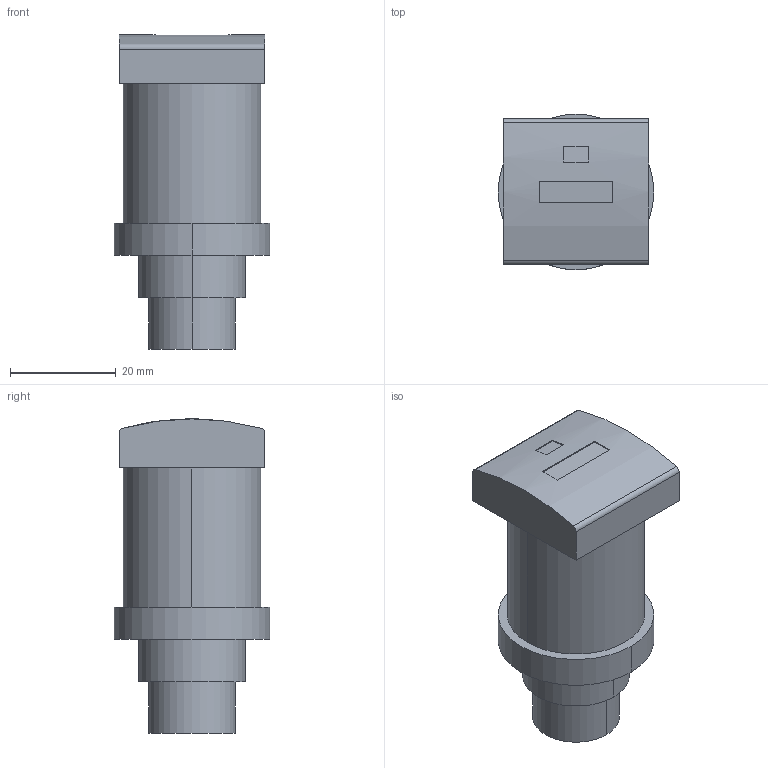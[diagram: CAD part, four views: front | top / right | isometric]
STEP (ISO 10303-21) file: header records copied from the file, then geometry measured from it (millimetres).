
FILE_DESCRIPTION((''),'2;1');
FILE_NAME('SB108853_3D-SOFTWARE_COLOUR','2013-09-16T',('SESA231906'),('Schneider-Electric'),'PRO/ENGINEER BY PARAMETRIC TECHNOLOGY CORPORATION, 2011410','PRO/ENGINEER BY PARAMETRIC TECHNOLOGY CORPORATION, 2011410','');
FILE_SCHEMA(('CONFIG_CONTROL_DESIGN'));
Length unit declared in the file: millimetre
Products named in the file (1): SB108853_3D-SOFTWARE_COLOUR
Bounding box: 29.5 x 29.5 x 59.5 mm (x, y, z)
Volume: 29335.6 mm3; surface area: 6447 mm2
Topology: 1 solids, 1 shells, 30 faces, 66 edges, 44 vertices
Faces by surface type: plane 19, cylinder 11
Entity records: 874 total; most frequent: DIRECTION 152, CARTESIAN_POINT 140, ORIENTED_EDGE 132, EDGE_CURVE 66, AXIS2_PLACEMENT_3D 56, VERTEX_POINT 44, VECTOR 40, LINE 40
